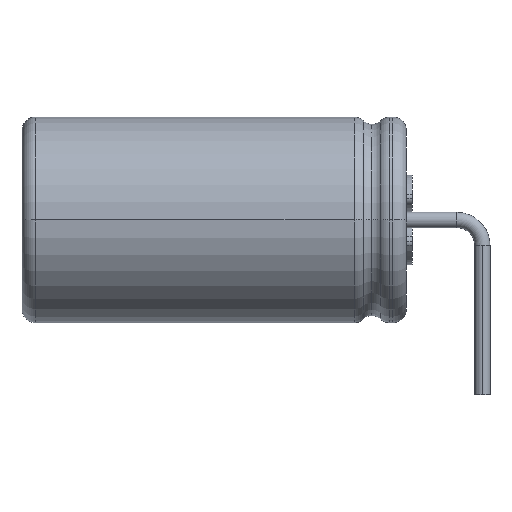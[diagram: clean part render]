
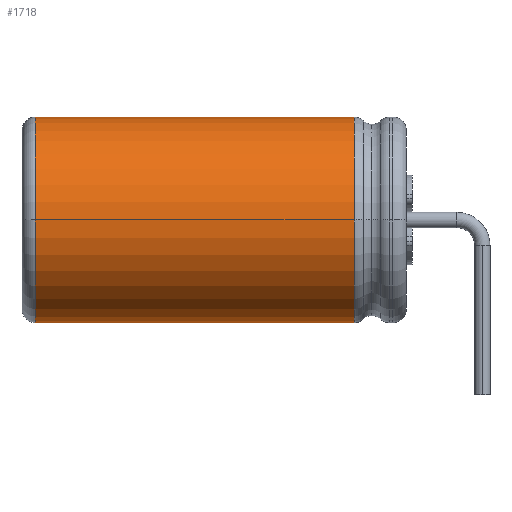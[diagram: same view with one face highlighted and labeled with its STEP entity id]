
A CAD part, left-side view. The second image highlights one B-rep face of the part: STEP entity #1718.
In plain terms, the highlighted cylindrical face has radius 4.025 mm (diameter 8.051 mm), a partial arc.
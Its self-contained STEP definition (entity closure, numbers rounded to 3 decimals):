
#151 = VERTEX_POINT ( 'NONE', #2726 ) ;
#357 = ORIENTED_EDGE ( 'NONE', *, *, #4438, .F. ) ;
#364 = AXIS2_PLACEMENT_3D ( 'NONE', #3186, #612, #4728 ) ;
#434 = AXIS2_PLACEMENT_3D ( 'NONE', #752, #4066, #4780 ) ;
#612 = DIRECTION ( 'NONE',  ( 0., -1., 0. ) ) ;
#663 = EDGE_CURVE ( 'NONE', #3394, #3953, #3812, .T. ) ;
#752 = CARTESIAN_POINT ( 'NONE',  ( 0., 12.922, 0. ) ) ;
#762 = VECTOR ( 'NONE', #3213, 1000. ) ;
#933 = DIRECTION ( 'NONE',  ( 0., -1., 0. ) ) ;
#946 = EDGE_LOOP ( 'NONE', ( #2614, #4259, #1185, #357 ) ) ;
#1016 = CYLINDRICAL_SURFACE ( 'NONE', #434, 4.025 ) ;
#1185 = ORIENTED_EDGE ( 'NONE', *, *, #663, .F. ) ;
#1201 = CIRCLE ( 'NONE', #364, 4.025 ) ;
#1718 = ADVANCED_FACE ( 'NONE', ( #4746 ), #1016, .T. ) ;
#1753 = LINE ( 'NONE', #3935, #762 ) ;
#2241 = CARTESIAN_POINT ( 'NONE',  ( 0., 15., 4.025 ) ) ;
#2450 = DIRECTION ( 'NONE',  ( 1., 0., 0. ) ) ;
#2614 = ORIENTED_EDGE ( 'NONE', *, *, #3436, .T. ) ;
#2624 = VECTOR ( 'NONE', #2662, 1000. ) ;
#2662 = DIRECTION ( 'NONE',  ( 0., -1., 0. ) ) ;
#2726 = CARTESIAN_POINT ( 'NONE',  ( 0., 15., -4.025 ) ) ;
#2889 = EDGE_CURVE ( 'NONE', #3953, #151, #1753, .T. ) ;
#3117 = LINE ( 'NONE', #3900, #2624 ) ;
#3186 = CARTESIAN_POINT ( 'NONE',  ( 0., 15., 0. ) ) ;
#3213 = DIRECTION ( 'NONE',  ( 0., 1., 0. ) ) ;
#3262 = AXIS2_PLACEMENT_3D ( 'NONE', #3885, #933, #2450 ) ;
#3370 = CARTESIAN_POINT ( 'NONE',  ( 0., 2.52, -4.025 ) ) ;
#3394 = VERTEX_POINT ( 'NONE', #4268 ) ;
#3436 = EDGE_CURVE ( 'NONE', #4358, #151, #1201, .T. ) ;
#3812 = CIRCLE ( 'NONE', #3262, 4.025 ) ;
#3885 = CARTESIAN_POINT ( 'NONE',  ( 0., 2.52, 0. ) ) ;
#3900 = CARTESIAN_POINT ( 'NONE',  ( 0., 12.922, 4.025 ) ) ;
#3935 = CARTESIAN_POINT ( 'NONE',  ( 0., 12.922, -4.025 ) ) ;
#3953 = VERTEX_POINT ( 'NONE', #3370 ) ;
#4066 = DIRECTION ( 'NONE',  ( 0., 1., 0. ) ) ;
#4259 = ORIENTED_EDGE ( 'NONE', *, *, #2889, .F. ) ;
#4268 = CARTESIAN_POINT ( 'NONE',  ( 0., 2.52, 4.025 ) ) ;
#4358 = VERTEX_POINT ( 'NONE', #2241 ) ;
#4438 = EDGE_CURVE ( 'NONE', #4358, #3394, #3117, .T. ) ;
#4728 = DIRECTION ( 'NONE',  ( 1., 0., 0. ) ) ;
#4746 = FACE_OUTER_BOUND ( 'NONE', #946, .T. ) ;
#4780 = DIRECTION ( 'NONE',  ( 1., 0., 0. ) ) ;
